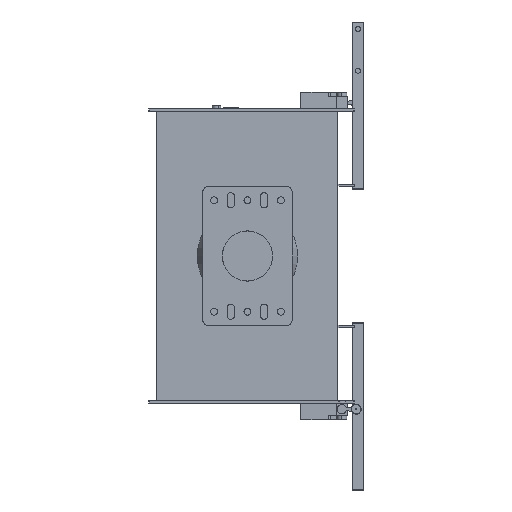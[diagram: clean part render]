
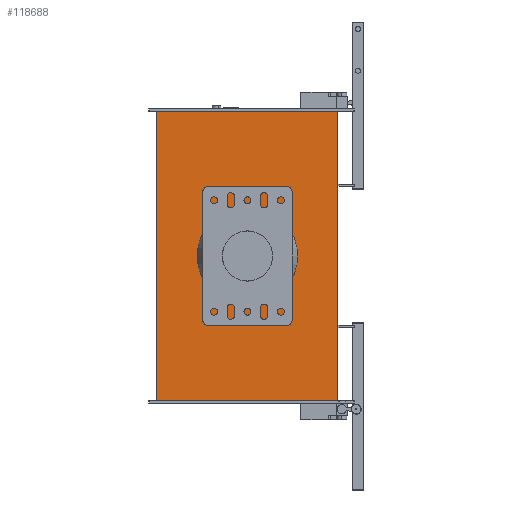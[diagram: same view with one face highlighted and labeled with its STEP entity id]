
A CAD part, front view. The second image highlights one B-rep face of the part: STEP entity #118688.
In plain terms, the highlighted planar face has unit normal (0, -1, 0).
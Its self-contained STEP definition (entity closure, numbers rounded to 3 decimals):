
#479 = AXIS2_PLACEMENT_3D ( 'NONE', #111753, #122408, #81413 ) ;
#536 = ORIENTED_EDGE ( 'NONE', *, *, #12106, .F. ) ;
#1138 = VECTOR ( 'NONE', #46844, 1000. ) ;
#1684 = DIRECTION ( 'NONE',  ( -1., 0., 0. ) ) ;
#8692 = FACE_BOUND ( 'NONE', #61017, .T. ) ;
#9938 = EDGE_CURVE ( 'NONE', #47620, #66011, #74378, .T. ) ;
#11653 = CARTESIAN_POINT ( 'NONE',  ( -162.5, -88., 260. ) ) ;
#12106 = EDGE_CURVE ( 'NONE', #118696, #74197, #99117, .T. ) ;
#20719 = VECTOR ( 'NONE', #59089, 1000. ) ;
#20826 = ORIENTED_EDGE ( 'NONE', *, *, #77525, .F. ) ;
#22437 = CARTESIAN_POINT ( 'NONE',  ( 0., -88., 90. ) ) ;
#26603 = CARTESIAN_POINT ( 'NONE',  ( -162.5, -88., 260. ) ) ;
#27656 = CARTESIAN_POINT ( 'NONE',  ( 162.5, -88., -260. ) ) ;
#29142 = CARTESIAN_POINT ( 'NONE',  ( 162.5, -88., -260. ) ) ;
#30763 = EDGE_CURVE ( 'NONE', #113364, #74197, #61211, .T. ) ;
#40945 = CARTESIAN_POINT ( 'NONE',  ( 162.5, -88., 260. ) ) ;
#45684 = AXIS2_PLACEMENT_3D ( 'NONE', #54700, #57296, #56641 ) ;
#46844 = DIRECTION ( 'NONE',  ( -1., 0., 0. ) ) ;
#47620 = VERTEX_POINT ( 'NONE', #51674 ) ;
#51674 = CARTESIAN_POINT ( 'NONE',  ( 0., -88., -90. ) ) ;
#51881 = DIRECTION ( 'NONE',  ( 0., 0., -1. ) ) ;
#54700 = CARTESIAN_POINT ( 'NONE',  ( 0., -88., 0. ) ) ;
#56641 = DIRECTION ( 'NONE',  ( 0., 0., 1. ) ) ;
#57296 = DIRECTION ( 'NONE',  ( 0., 1., 0. ) ) ;
#59089 = DIRECTION ( 'NONE',  ( 0., 0., -1. ) ) ;
#61017 = EDGE_LOOP ( 'NONE', ( #79702, #71042 ) ) ;
#61211 = LINE ( 'NONE', #11653, #67143 ) ;
#61665 = AXIS2_PLACEMENT_3D ( 'NONE', #93450, #115902, #64306 ) ;
#62702 = ORIENTED_EDGE ( 'NONE', *, *, #30763, .T. ) ;
#64306 = DIRECTION ( 'NONE',  ( 0., 0., 1. ) ) ;
#66011 = VERTEX_POINT ( 'NONE', #22437 ) ;
#67143 = VECTOR ( 'NONE', #51881, 1000. ) ;
#69719 = CARTESIAN_POINT ( 'NONE',  ( 162.5, -88., 260. ) ) ;
#71042 = ORIENTED_EDGE ( 'NONE', *, *, #9938, .T. ) ;
#74197 = VERTEX_POINT ( 'NONE', #99664 ) ;
#74378 = CIRCLE ( 'NONE', #61665, 90. ) ;
#75729 = FACE_OUTER_BOUND ( 'NONE', #128054, .T. ) ;
#77525 = EDGE_CURVE ( 'NONE', #126643, #118696, #90852, .T. ) ;
#79702 = ORIENTED_EDGE ( 'NONE', *, *, #122767, .T. ) ;
#81413 = DIRECTION ( 'NONE',  ( 1., 0., 0. ) ) ;
#90852 = LINE ( 'NONE', #69719, #20719 ) ;
#93450 = CARTESIAN_POINT ( 'NONE',  ( 0., -88., 0. ) ) ;
#96195 = PLANE ( 'NONE',  #479 ) ;
#99117 = LINE ( 'NONE', #27656, #1138 ) ;
#99664 = CARTESIAN_POINT ( 'NONE',  ( -162.5, -88., -260. ) ) ;
#102882 = ORIENTED_EDGE ( 'NONE', *, *, #123976, .T. ) ;
#104117 = LINE ( 'NONE', #123978, #128370 ) ;
#109029 = CIRCLE ( 'NONE', #45684, 90. ) ;
#111753 = CARTESIAN_POINT ( 'NONE',  ( 162.5, -88., 260. ) ) ;
#113364 = VERTEX_POINT ( 'NONE', #26603 ) ;
#115902 = DIRECTION ( 'NONE',  ( 0., 1., 0. ) ) ;
#118688 = ADVANCED_FACE ( 'NONE', ( #75729, #8692 ), #96195, .F. ) ;
#118696 = VERTEX_POINT ( 'NONE', #29142 ) ;
#122408 = DIRECTION ( 'NONE',  ( 0., 1., 0. ) ) ;
#122767 = EDGE_CURVE ( 'NONE', #66011, #47620, #109029, .T. ) ;
#123976 = EDGE_CURVE ( 'NONE', #126643, #113364, #104117, .T. ) ;
#123978 = CARTESIAN_POINT ( 'NONE',  ( 162.5, -88., 260. ) ) ;
#126643 = VERTEX_POINT ( 'NONE', #40945 ) ;
#128054 = EDGE_LOOP ( 'NONE', ( #62702, #536, #20826, #102882 ) ) ;
#128370 = VECTOR ( 'NONE', #1684, 1000. ) ;
